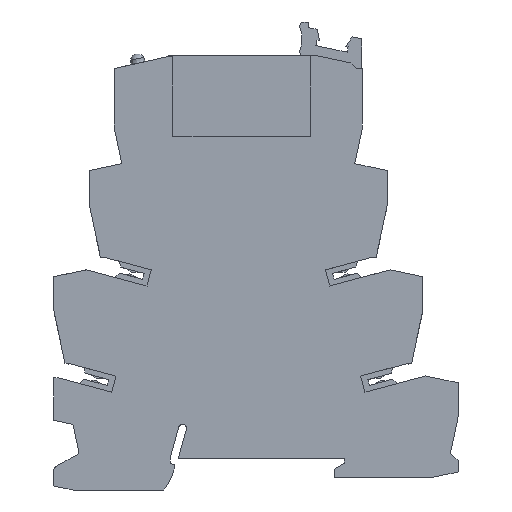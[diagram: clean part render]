
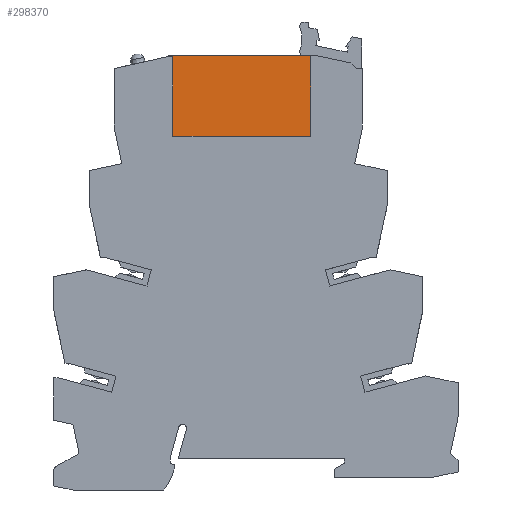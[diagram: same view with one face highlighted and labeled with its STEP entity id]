
A CAD part, left-side view. The second image highlights one B-rep face of the part: STEP entity #298370.
In plain terms, the highlighted face is planar.
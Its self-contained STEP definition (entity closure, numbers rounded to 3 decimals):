
#294130=CARTESIAN_POINT('',(0.,6.45,0.));
#294140=VERTEX_POINT('',#294130);
#294170=CARTESIAN_POINT('',(0.,6.45,0.));
#294180=DIRECTION('',(1.,0.,0.));
#294190=VECTOR('',#294180,1.);
#294200=LINE('',#294170,#294190);
#294210=CARTESIAN_POINT('',(29.2,6.45,0.));
#294220=VERTEX_POINT('',#294210);
#294230=EDGE_CURVE('',#294140,#294220,#294200,.T.);
#297400=CARTESIAN_POINT('',(29.2,6.45,-15.9));
#297410=VERTEX_POINT('',#297400);
#297440=CARTESIAN_POINT('',(0.,6.45,-15.9));
#297450=DIRECTION('',(1.,0.,0.));
#297460=VECTOR('',#297450,1.);
#297470=LINE('',#297440,#297460);
#297480=CARTESIAN_POINT('',(0.,6.45,-15.9));
#297490=VERTEX_POINT('',#297480);
#297500=EDGE_CURVE('',#297490,#297410,#297470,.T.);
#298030=CARTESIAN_POINT('',(29.2,6.45,0.));
#298040=DIRECTION('',(0.,0.,-1.));
#298050=VECTOR('',#298040,1.);
#298060=LINE('',#298030,#298050);
#298070=EDGE_CURVE('',#294220,#297410,#298060,.T.);
#298210=CARTESIAN_POINT('',(0.,6.45,0.));
#298220=DIRECTION('',(-0.,-1.,-0.));
#298230=DIRECTION('',(-1.,0.,0.));
#298240=AXIS2_PLACEMENT_3D('',#298210,#298220,#298230);
#298250=PLANE('',#298240);
#298260=ORIENTED_EDGE('',*,*,#294230,.T.);
#298270=CARTESIAN_POINT('',(0.,6.45,0.));
#298280=DIRECTION('',(0.,0.,-1.));
#298290=VECTOR('',#298280,1.);
#298300=LINE('',#298270,#298290);
#298310=EDGE_CURVE('',#294140,#297490,#298300,.T.);
#298320=ORIENTED_EDGE('',*,*,#298310,.F.);
#298330=ORIENTED_EDGE('',*,*,#297500,.F.);
#298340=ORIENTED_EDGE('',*,*,#298070,.T.);
#298350=EDGE_LOOP('',(#298340,#298330,#298320,#298260));
#298360=FACE_OUTER_BOUND('',#298350,.T.);
#298370=ADVANCED_FACE('',(#298360),#298250,.F.);
